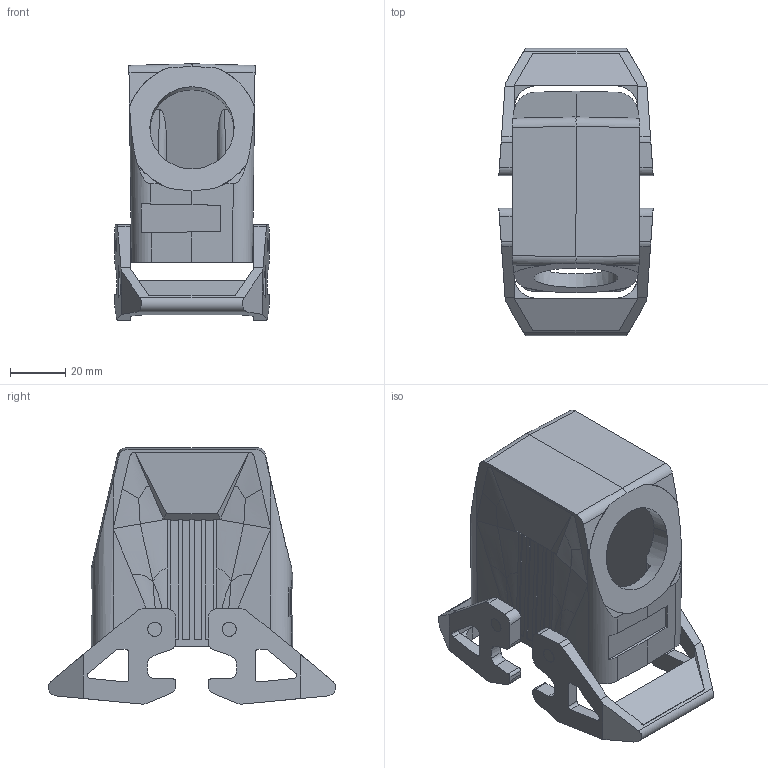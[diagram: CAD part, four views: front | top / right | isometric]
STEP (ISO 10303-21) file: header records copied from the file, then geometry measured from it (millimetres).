
FILE_DESCRIPTION(('Creo Elements/Direct Modeling STEP Export'),'2;1');
FILE_NAME('model.stp','2019-06-19T 4:51:26',(''),(''),'Creo Elements/Direct Modeling STEP processor for AP214 (Solid Model)','Creo Elements/Direct Modeling 20.1A 29-Sep-2018 (C) Parametric Technology GmbH','');
FILE_SCHEMA(('AUTOMOTIVE_DESIGN { 1 0 10303 214 1 1 1 1 }'));
Products named in the file (2): HC_STA_B10_HHWD_1STM32_EL_AL-select
Assembly tree (1 placements, depth 2):
  HC_STA_B10_HHWD_1STM32_EL_AL-select
    HC_STA_B10_HHWD_1STM32_EL_AL-select
Bounding box: 56 x 104.2 x 93 mm (x, y, z)
Volume: 91686.4 mm3; surface area: 46049.5 mm2
Topology: 1 solids, 1 shells, 368 faces, 1010 edges, 654 vertices
Faces by surface type: plane 194, cylinder 124, bspline 40, cone 10
Entity records: 39682 total; most frequent: CARTESIAN_POINT 27692, ORIENTED_EDGE 2004, DIRECTION 1692, EDGE_CURVE 1002, VECTOR 666, LINE 666, VERTEX_POINT 654, AXIS2_PLACEMENT_3D 513
